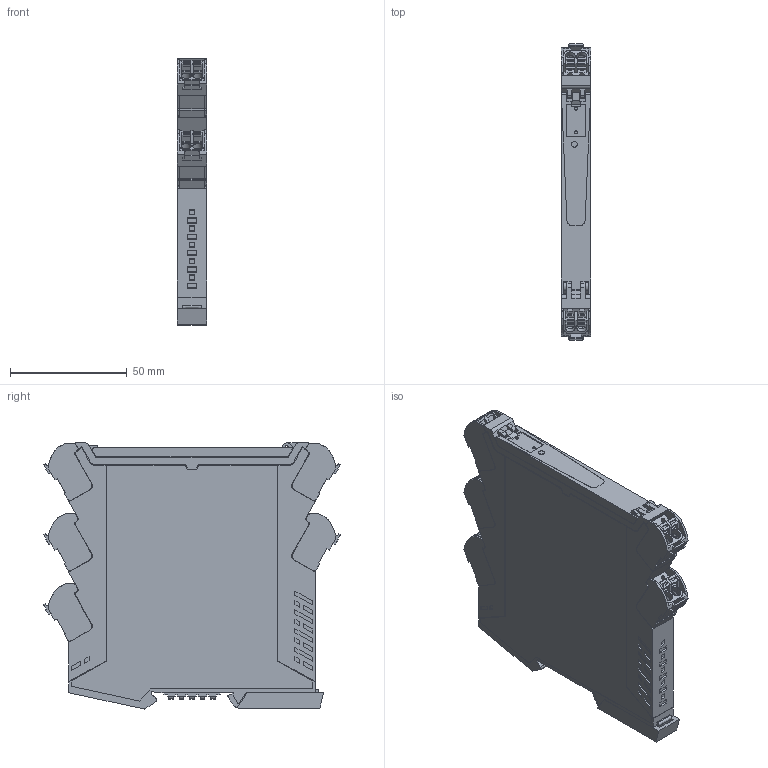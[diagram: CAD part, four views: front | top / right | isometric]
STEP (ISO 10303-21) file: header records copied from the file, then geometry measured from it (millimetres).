
FILE_DESCRIPTION(('CATIA V5 STEP Exchange','CAx-IF Rec.Pracs.--- Model Styling and Organization---1.4--- 2014-01-23'),'2;1');
FILE_NAME ('D1428304_1', '2020-06-25T08:21:11+00:00', ('none'), ('Weidmueller'), 'CATIA Version 5-6 Release 2016 SP3 HF44', 'CATIA V5 STEP AP214', 'none');
FILE_SCHEMA(('AUTOMOTIVE_DESIGN { 1 0 10303 214 1 1 1 1 }'));
Products named in the file (1): S3D_ACT20P_CI_2CO_P_P
Bounding box: 12.5 x 127.19 x 114.02 mm (x, y, z)
Volume: 147725.4 mm3; surface area: 50805.9 mm2
Topology: 31 solids, 31 shells, 1787 faces, 5502 edges, 3837 vertices
Faces by surface type: plane 1368, cylinder 278, extrusion 62, cone 55, torus 20, sphere 4
Entity records: 62922 total; most frequent: CARTESIAN_POINT 14590, ORIENTED_EDGE 11000, DIRECTION 7458, EDGE_CURVE 5500, VECTOR 4075, LINE 4013, VERTEX_POINT 3837, AXIS2_PLACEMENT_3D 2068
